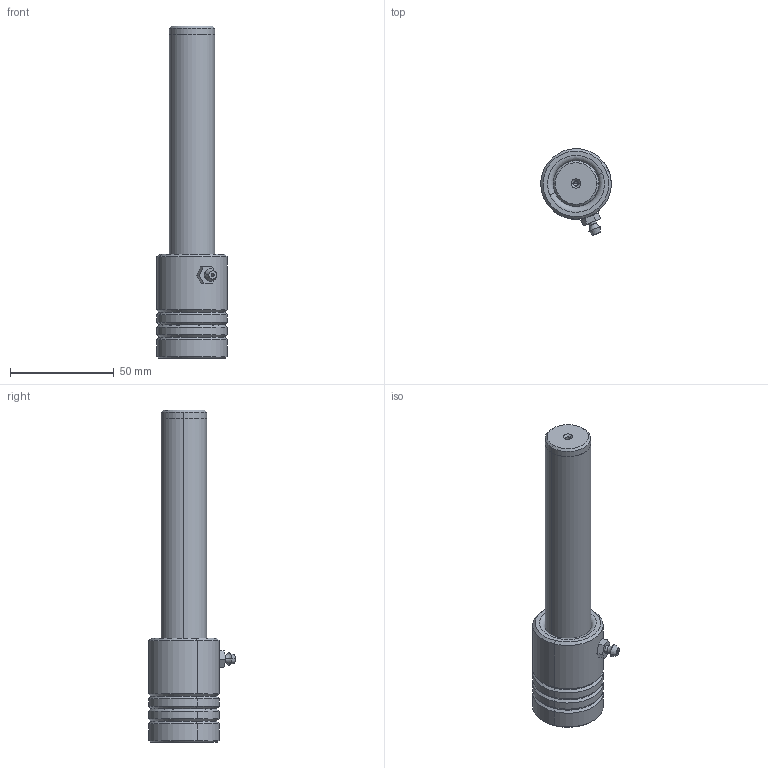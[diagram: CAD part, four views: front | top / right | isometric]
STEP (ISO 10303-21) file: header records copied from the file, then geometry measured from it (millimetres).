
FILE_DESCRIPTION (( 'STEP AP214' ), '1' );
FILE_NAME ('HPD-D22-L160(BL-50).STEP', '2021-09-29T06:20:51', ( '' ), ( '' ), 'SwSTEP 2.0', 'SolidWorks 2016', '' );
FILE_SCHEMA (( 'AUTOMOTIVE_DESIGN' ));
Length unit declared in the file: millimetre
Products named in the file (10): 蛁蚐郲; LXB-D34-d22-L50; LXB-D34-d22-L50郪蚾; LSP-D22-L160; HPD-D22-L160(BL-50)
Assembly tree (6 placements, depth 3):
  HPD-D22-L160(BL-50)
    LXB-D34-d22-L50郪蚾
      LXB-D34-d22-L50
  HPD-D22-L160(BL-50)
    LSP-D22-L160
    LXB-D34-d22-L50郪蚾
      LXB-D34-d22-L50
      蛁蚐郲
  LSP-D22-L160
  蛁蚐郲
Bounding box: 33.97 x 41.77 x 160 mm (x, y, z)
Volume: 86590.4 mm3; surface area: 22146.2 mm2
Topology: 3 solids, 3 shells, 111 faces, 247 edges, 147 vertices
Faces by surface type: cone 30, cylinder 26, plane 21, torus 20, bspline 14
Entity records: 6865 total; most frequent: CARTESIAN_POINT 4201, DIRECTION 527, ORIENTED_EDGE 482, EDGE_CURVE 241, AXIS2_PLACEMENT_3D 222, VERTEX_POINT 143, EDGE_LOOP 124, ADVANCED_FACE 111
